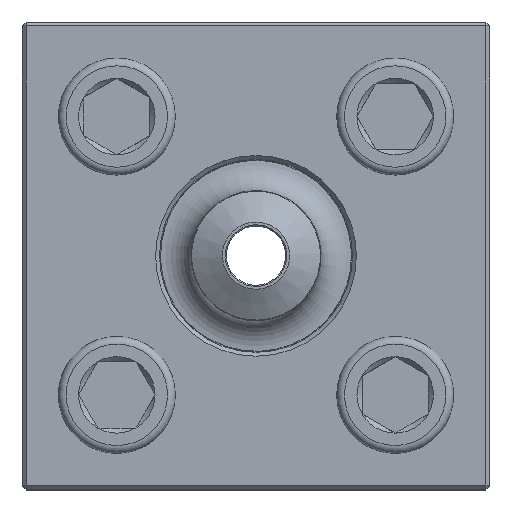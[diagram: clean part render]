
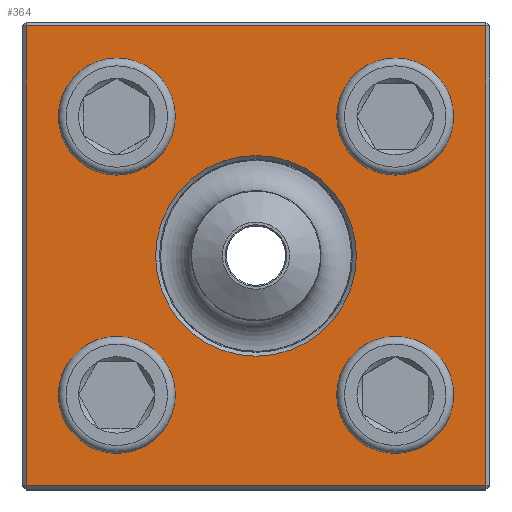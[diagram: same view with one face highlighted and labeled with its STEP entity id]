
A CAD part, top view. The second image highlights one B-rep face of the part: STEP entity #364.
In plain terms, the highlighted planar face has unit normal (0, 0, 1).
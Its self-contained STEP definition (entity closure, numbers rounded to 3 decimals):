
#193=FACE_BOUND('',#533,.T.);
#194=FACE_BOUND('',#534,.T.);
#195=FACE_BOUND('',#535,.T.);
#196=FACE_BOUND('',#536,.T.);
#197=FACE_BOUND('',#537,.T.);
#198=FACE_BOUND('',#538,.T.);
#298=CIRCLE('',#1269,25.75);
#299=CIRCLE('',#1270,11.);
#300=CIRCLE('',#1271,11.);
#301=CIRCLE('',#1272,11.);
#302=CIRCLE('',#1273,11.);
#364=ADVANCED_FACE('',(#193,#194,#195,#196,#197,#198),#453,.F.);
#453=PLANE('',#1274);
#533=EDGE_LOOP('',(#687));
#534=EDGE_LOOP('',(#688,#689,#690,#691));
#535=EDGE_LOOP('',(#692));
#536=EDGE_LOOP('',(#693));
#537=EDGE_LOOP('',(#694));
#538=EDGE_LOOP('',(#695));
#687=ORIENTED_EDGE('',*,*,#1032,.T.);
#688=ORIENTED_EDGE('',*,*,#1033,.T.);
#689=ORIENTED_EDGE('',*,*,#1034,.T.);
#690=ORIENTED_EDGE('',*,*,#1035,.T.);
#691=ORIENTED_EDGE('',*,*,#1036,.T.);
#692=ORIENTED_EDGE('',*,*,#1037,.T.);
#693=ORIENTED_EDGE('',*,*,#1038,.T.);
#694=ORIENTED_EDGE('',*,*,#1039,.T.);
#695=ORIENTED_EDGE('',*,*,#1040,.T.);
#943=VERTEX_POINT('',#1839);
#944=VERTEX_POINT('',#1841);
#945=VERTEX_POINT('',#1842);
#946=VERTEX_POINT('',#1844);
#947=VERTEX_POINT('',#1846);
#948=VERTEX_POINT('',#1849);
#949=VERTEX_POINT('',#1851);
#950=VERTEX_POINT('',#1853);
#951=VERTEX_POINT('',#1855);
#1032=EDGE_CURVE('',#943,#943,#298,.T.);
#1033=EDGE_CURVE('',#944,#945,#1160,.T.);
#1034=EDGE_CURVE('',#945,#946,#1161,.T.);
#1035=EDGE_CURVE('',#946,#947,#1162,.T.);
#1036=EDGE_CURVE('',#947,#944,#1163,.T.);
#1037=EDGE_CURVE('',#948,#948,#299,.T.);
#1038=EDGE_CURVE('',#949,#949,#300,.T.);
#1039=EDGE_CURVE('',#950,#950,#301,.T.);
#1040=EDGE_CURVE('',#951,#951,#302,.T.);
#1160=LINE('',#1840,#1220);
#1161=LINE('',#1843,#1221);
#1162=LINE('',#1845,#1222);
#1163=LINE('',#1847,#1223);
#1220=VECTOR('',#1451,1.);
#1221=VECTOR('',#1452,1.);
#1222=VECTOR('',#1453,1.);
#1223=VECTOR('',#1454,1.);
#1269=AXIS2_PLACEMENT_3D('',#1838,#1449,#1450);
#1270=AXIS2_PLACEMENT_3D('',#1848,#1455,#1456);
#1271=AXIS2_PLACEMENT_3D('',#1850,#1457,#1458);
#1272=AXIS2_PLACEMENT_3D('',#1852,#1459,#1460);
#1273=AXIS2_PLACEMENT_3D('',#1854,#1461,#1462);
#1274=AXIS2_PLACEMENT_3D('',#1856,#1463,#1464);
#1449=DIRECTION('',(0.,0.,-1.));
#1450=DIRECTION('',(-1.,0.,0.));
#1451=DIRECTION('',(-1.,0.,0.));
#1452=DIRECTION('',(0.,-1.,0.));
#1453=DIRECTION('',(1.,0.,0.));
#1454=DIRECTION('',(0.,1.,0.));
#1455=DIRECTION('',(0.,0.,-1.));
#1456=DIRECTION('',(-1.,0.,0.));
#1457=DIRECTION('',(0.,0.,-1.));
#1458=DIRECTION('',(-1.,0.,0.));
#1459=DIRECTION('',(0.,0.,-1.));
#1460=DIRECTION('',(-1.,0.,0.));
#1461=DIRECTION('',(0.,0.,-1.));
#1462=DIRECTION('',(-1.,0.,0.));
#1463=DIRECTION('',(0.,0.,-1.));
#1464=DIRECTION('',(-1.,0.,0.));
#1838=CARTESIAN_POINT('',(0.,0.,47.));
#1839=CARTESIAN_POINT('',(-25.75,0.,47.));
#1840=CARTESIAN_POINT('',(-60.,59.,47.));
#1841=CARTESIAN_POINT('',(59.,59.,47.));
#1842=CARTESIAN_POINT('',(-59.,59.,47.));
#1843=CARTESIAN_POINT('',(-59.,-60.,47.));
#1844=CARTESIAN_POINT('',(-59.,-59.,47.));
#1845=CARTESIAN_POINT('',(60.,-59.,47.));
#1846=CARTESIAN_POINT('',(59.,-59.,47.));
#1847=CARTESIAN_POINT('',(59.,60.,47.));
#1848=CARTESIAN_POINT('',(-35.709,-35.709,47.));
#1849=CARTESIAN_POINT('',(-46.709,-35.709,47.));
#1850=CARTESIAN_POINT('',(-35.709,35.709,47.));
#1851=CARTESIAN_POINT('',(-46.709,35.709,47.));
#1852=CARTESIAN_POINT('',(35.709,35.709,47.));
#1853=CARTESIAN_POINT('',(24.709,35.709,47.));
#1854=CARTESIAN_POINT('',(35.709,-35.709,47.));
#1855=CARTESIAN_POINT('',(24.709,-35.709,47.));
#1856=CARTESIAN_POINT('',(0.,0.,47.));
